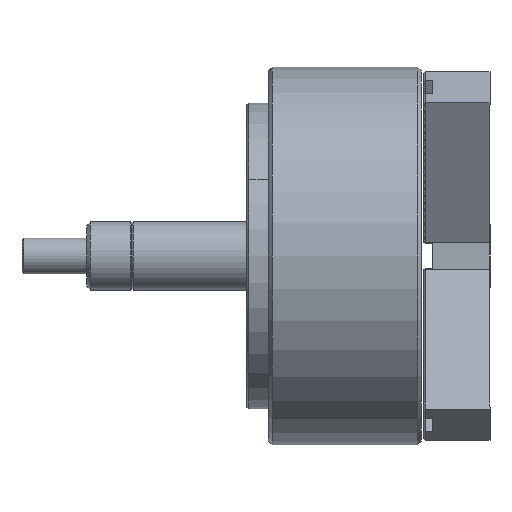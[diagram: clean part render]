
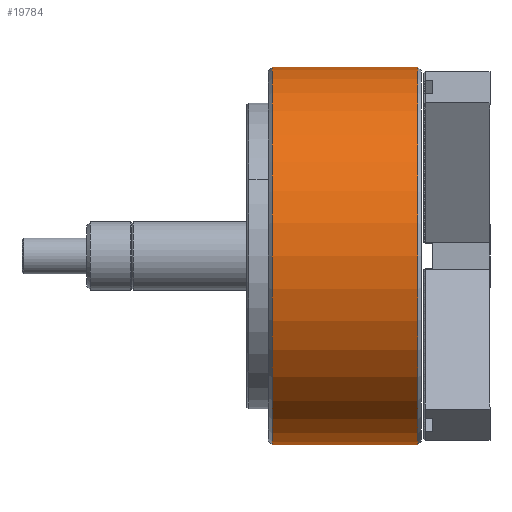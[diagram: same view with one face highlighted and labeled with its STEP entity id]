
A CAD part, front view. The second image highlights one B-rep face of the part: STEP entity #19784.
In plain terms, the highlighted cylindrical face has radius 105 mm (diameter 210 mm), a partial arc.
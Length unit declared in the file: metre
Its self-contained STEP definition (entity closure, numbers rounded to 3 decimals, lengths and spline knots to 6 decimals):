
#489 = DIRECTION ( 'NONE',  ( -1., 0., 0. ) ) ;
#490 = VECTOR ( 'NONE', #489, 1. ) ;
#491 = CARTESIAN_POINT ( 'NONE',  ( 0., 0., 0.105 ) ) ;
#492 = LINE ( 'NONE', #491, #490 ) ;
#516 = CARTESIAN_POINT ( 'NONE',  ( 0.002, 0., -0.105 ) ) ;
#597 = CARTESIAN_POINT ( 'NONE',  ( 0.002, 0., 0.105 ) ) ;
#3117 = AXIS2_PLACEMENT_3D ( 'NONE', #3176, #3175, #3174 ) ;
#3133 = DIRECTION ( 'NONE',  ( 0., 0., -1. ) ) ;
#3134 = DIRECTION ( 'NONE',  ( 1., 0., 0. ) ) ;
#3135 = CARTESIAN_POINT ( 'NONE',  ( 0.002, 0., 0. ) ) ;
#3136 = AXIS2_PLACEMENT_3D ( 'NONE', #3135, #3134, #3133 ) ;
#3138 = CYLINDRICAL_SURFACE ( 'NONE', #3117, 0.105 ) ;
#3140 = DIRECTION ( 'NONE',  ( 0., 0., 1. ) ) ;
#3141 = DIRECTION ( 'NONE',  ( -1., 0., 0. ) ) ;
#3142 = CARTESIAN_POINT ( 'NONE',  ( 0.083, 0., 0. ) ) ;
#3143 = AXIS2_PLACEMENT_3D ( 'NONE', #3142, #3141, #3140 ) ;
#3144 = CIRCLE ( 'NONE', #3143, 0.105 ) ;
#3149 = CIRCLE ( 'NONE', #3136, 0.105 ) ;
#3150 = FACE_OUTER_BOUND ( 'NONE', #19786, .T. ) ;
#3174 = DIRECTION ( 'NONE',  ( 0., 0., 1. ) ) ;
#3175 = DIRECTION ( 'NONE',  ( -1., 0., 0. ) ) ;
#3176 = CARTESIAN_POINT ( 'NONE',  ( 0., 0., 0. ) ) ;
#13935 = CARTESIAN_POINT ( 'NONE',  ( 0.083, 0., -0.105 ) ) ;
#14073 = CARTESIAN_POINT ( 'NONE',  ( 0.083, 0., 0.105 ) ) ;
#14079 = DIRECTION ( 'NONE',  ( -1., 0., 0. ) ) ;
#14080 = VECTOR ( 'NONE', #14079, 1. ) ;
#14081 = CARTESIAN_POINT ( 'NONE',  ( 0., 0., -0.105 ) ) ;
#14082 = LINE ( 'NONE', #14081, #14080 ) ;
#18161 = VERTEX_POINT ( 'NONE', #13935 ) ;
#18209 = EDGE_CURVE ( 'NONE', #18161, #18335, #14082, .T. ) ;
#18232 = VERTEX_POINT ( 'NONE', #14073 ) ;
#18279 = EDGE_CURVE ( 'NONE', #18232, #18336, #492, .T. ) ;
#18335 = VERTEX_POINT ( 'NONE', #516 ) ;
#18336 = VERTEX_POINT ( 'NONE', #597 ) ;
#19770 = EDGE_CURVE ( 'NONE', #18161, #18232, #3144, .T. ) ;
#19772 = EDGE_CURVE ( 'NONE', #18336, #18335, #3149, .T. ) ;
#19773 = ORIENTED_EDGE ( 'NONE', *, *, #19772, .T. ) ;
#19780 = ORIENTED_EDGE ( 'NONE', *, *, #18279, .T. ) ;
#19781 = ORIENTED_EDGE ( 'NONE', *, *, #19770, .T. ) ;
#19784 = ADVANCED_FACE ( 'NONE', ( #3150 ), #3138, .T. ) ;
#19786 = EDGE_LOOP ( 'NONE', ( #19787, #19781, #19780, #19773 ) ) ;
#19787 = ORIENTED_EDGE ( 'NONE', *, *, #18209, .F. ) ;
